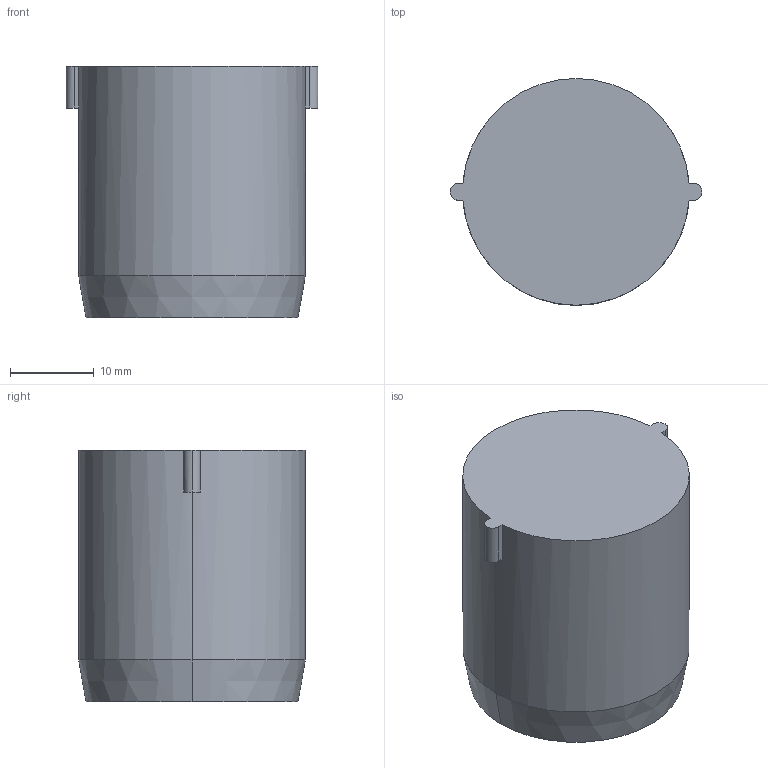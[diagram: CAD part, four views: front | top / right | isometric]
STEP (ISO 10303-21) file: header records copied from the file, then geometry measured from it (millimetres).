
FILE_DESCRIPTION(('CATIA V5 STEP Exchange','CAx-IF Rec.Pracs.--- Model Styling and Organization---1.5--- 2016-08-15','CAx-IF Rec.Pracs.---Supplemental Geometry---1.0---2011-11-01','CAx-IF Rec.Pracs.--- Composite Materials ---1.1---2010-07-15'),'2;1');
FILE_NAME ('706732-1_1_2652470000_2652470000 CABTITE BP 28MM PA S3D.stp','2024-06-13T13:12:28+00:00',('none'),('Weidmueller'),'CATIA Version 5-6 Release 2022 SP4 HF5','CATIA V5 STEP AP214 v3','none');
FILE_SCHEMA(('AUTOMOTIVE_DESIGN { 1 0 10303 214 1 1 1 1 }'));
Length unit declared in the file: millimetre
Products named in the file (1): 2652470000 CABTITE BP 28MM PA S3D
Bounding box: 30 x 27 x 30 mm (x, y, z)
Volume: 17019.7 mm3; surface area: 3642.5 mm2
Topology: 1 solids, 1 shells, 16 faces, 40 edges, 26 vertices
Faces by surface type: plane 8, cylinder 6, cone 2
Entity records: 525 total; most frequent: CARTESIAN_POINT 132, ORIENTED_EDGE 80, DIRECTION 54, EDGE_CURVE 40, VERTEX_POINT 26, AXIS2_PLACEMENT_3D 24, VECTOR 22, LINE 22
